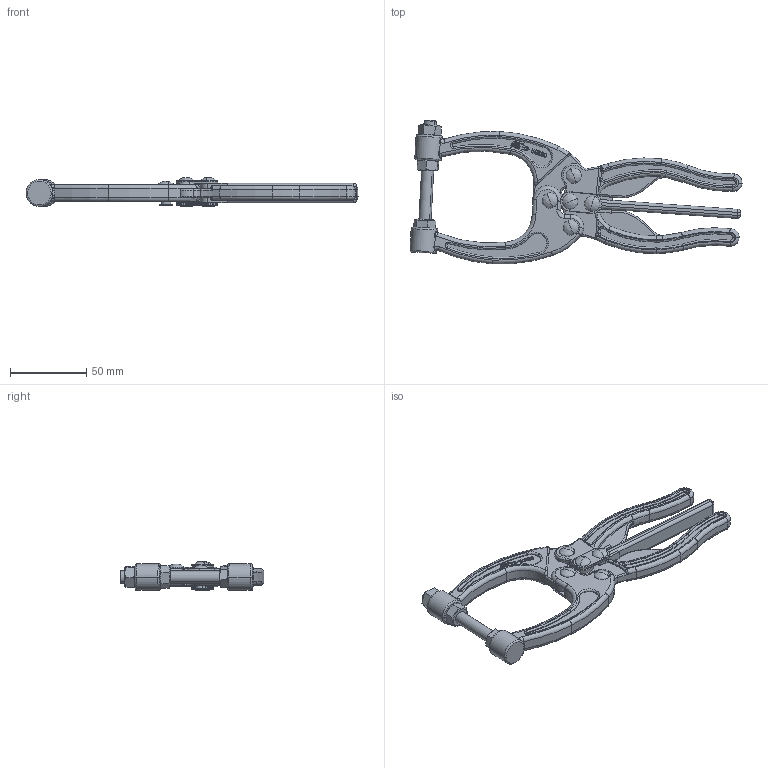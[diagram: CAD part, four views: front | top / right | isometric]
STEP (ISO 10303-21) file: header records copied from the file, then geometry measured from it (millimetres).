
FILE_DESCRIPTION (( 'STEP AP203' ), '1' );
FILE_NAME ('HS-50380.STEP', '2019-10-07T06:54:16', ( '微软用户' ), ( '微软中国' ), 'SwSTEP 2.0', 'SolidWorks 2012', '' );
FILE_SCHEMA (( 'CONFIG_CONTROL_DESIGN' ));
Length unit declared in the file: millimetre
Products named in the file (13): HS-50380; hex nuts 1-fine pitch-grades ab gb_GB_FASTENER_NUT_SNAB1XY M8X1-N; hexagon head bolts-full thread gb_GB_FASTENER_BOLT_STBAB A M8X65-N; 嶺裝; 种11; 种12.7; 蟀諉啣; U遠; 种16; 奻標旋; 狟旋; 奻旋; 標旋
Assembly tree (16 placements, depth 2):
  HS-50380
    標旋
    奻旋
    狟旋
    奻標旋
    种16  x2
    U遠
    蟀諉啣  x2
    种12.7
    种11  x2
    嶺裝
    hexagon head bolts-full thread gb_GB_FASTENER_BOLT_STBAB A M8X65-N
    hex nuts 1-fine pitch-grades ab gb_GB_FASTENER_NUT_SNAB1XY M8X1-N  x2
Bounding box: 217.29 x 94.12 x 19 mm (x, y, z)
Volume: 82028.7 mm3; surface area: 42798.2 mm2
Topology: 16 solids, 16 shells, 1134 faces, 2821 edges, 1752 vertices
Faces by surface type: cylinder 325, plane 289, bspline 244, torus 210, cone 58, sphere 8
Entity records: 45142 total; most frequent: CARTESIAN_POINT 19420, ORIENTED_EDGE 5332, DIRECTION 4667, EDGE_CURVE 2666, AXIS2_PLACEMENT_3D 1813, VERTEX_POINT 1666, EDGE_LOOP 1156, ADVANCED_FACE 1071
